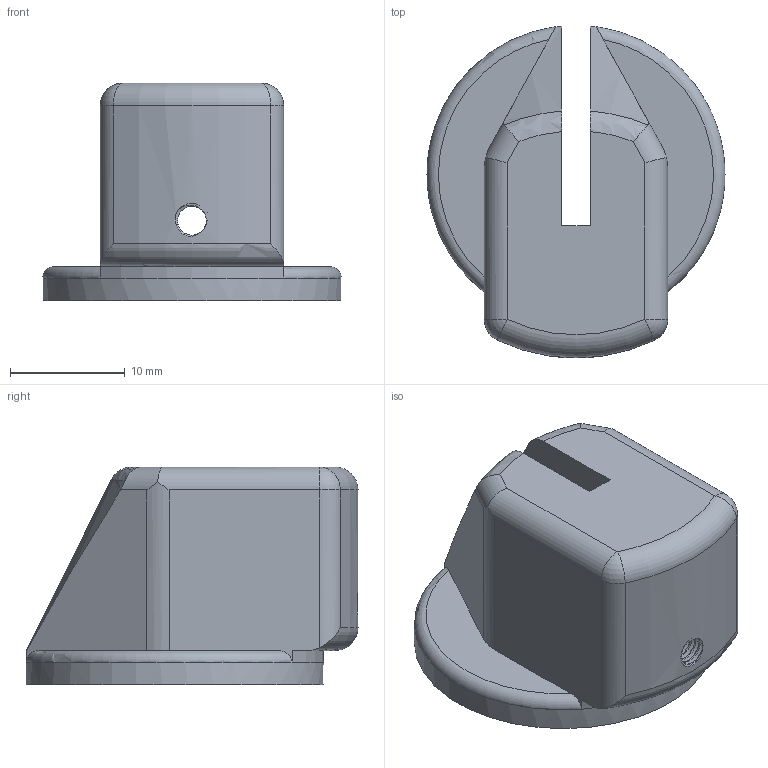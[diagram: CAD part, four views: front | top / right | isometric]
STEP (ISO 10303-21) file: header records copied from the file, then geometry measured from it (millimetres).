
FILE_DESCRIPTION(('FreeCAD Model'),'2;1');
FILE_NAME('Open CASCADE Shape Model','2024-11-22T11:30:45',(''),(''), 'Open CASCADE STEP processor 7.7','FreeCAD','Unknown');
FILE_SCHEMA(('AUTOMOTIVE_DESIGN { 1 0 10303 214 1 1 1 1 }'));
Length unit declared in the file: millimetre
Products named in the file (1): Knob Body
Bounding box: 25.98 x 28.94 x 19 mm (x, y, z)
Volume: 4603.2 mm3; surface area: 3110.4 mm2
Topology: 1 solids, 1 shells, 156 faces, 355 edges, 199 vertices
Faces by surface type: bspline 59, cylinder 54, plane 23, sphere 16, torus 4
Full cylindrical faces by diameter (mm): 2.52 x15
Entity records: 24660 total; most frequent: CARTESIAN_POINT 16492, DIRECTION 941, ORIENTED_EDGE 706, PCURVE 706, DEFINITIONAL_REPRESENTATION 706, LINE 574, VECTOR 574, B_SPLINE_CURVE_WITH_KNOTS 380
